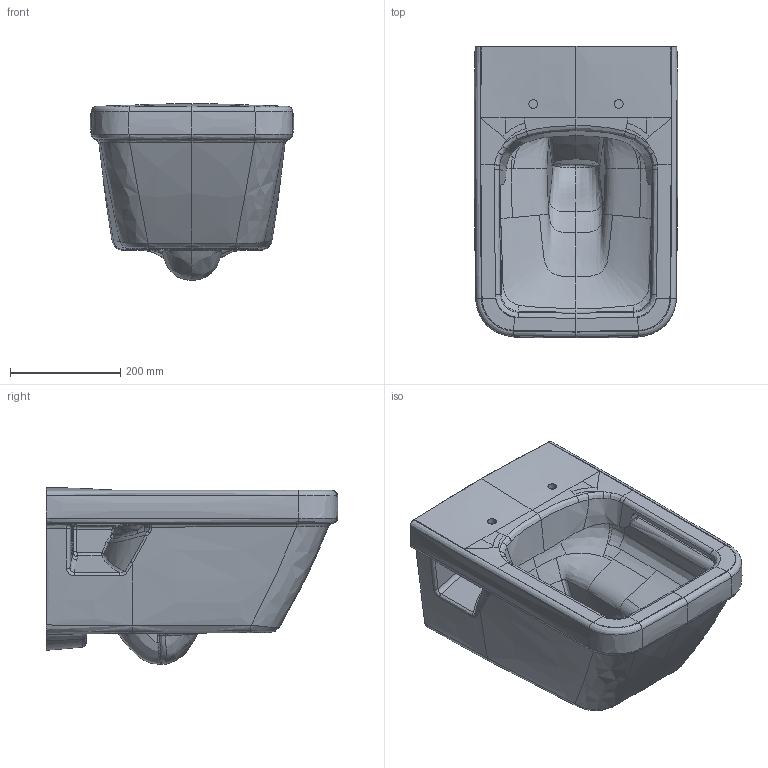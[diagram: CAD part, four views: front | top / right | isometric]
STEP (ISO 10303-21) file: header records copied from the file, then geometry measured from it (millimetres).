
FILE_DESCRIPTION(/* description */ (''),/* implementation_level */ '2;1');
FILE_NAME(/* name */ '5685R0_C12_WWC_Eckig_Omnia_Architectura_Relaunch.stp',/* time_stamp */ '2019-02-04T14:30:48+01:00',/* author */ (''),/* organization */ (''),/* preprocessor_version */ 'ST-DEVELOPER v16',/* originating_system */ 'SIEMENS PLM Software NX 10.0',/* authorisation */ '');
FILE_SCHEMA (('AUTOMOTIVE_DESIGN { 1 0 10303 214 3 1 1 1 }'));
Products named in the file (1): math19F098C8e26a
Bounding box: 369.74 x 529.69 x 321.22 mm (x, y, z)
Volume: 24386540.1 mm3; surface area: 1011513.1 mm2
Topology: 1 solids, 1 shells, 485 faces, 1239 edges, 731 vertices
Faces by surface type: bspline 453, plane 18, cylinder 8, sphere 4, cone 2
Full cylindrical faces by diameter (mm): 16 x2
Entity records: 58719 total; most frequent: CARTESIAN_POINT 51315, ORIENTED_EDGE 2392, EDGE_CURVE 1196, B_SPLINE_CURVE_WITH_KNOTS 888, VERTEX_POINT 723, EDGE_LOOP 495, ADVANCED_FACE 485, FACE_OUTER_BOUND 475
